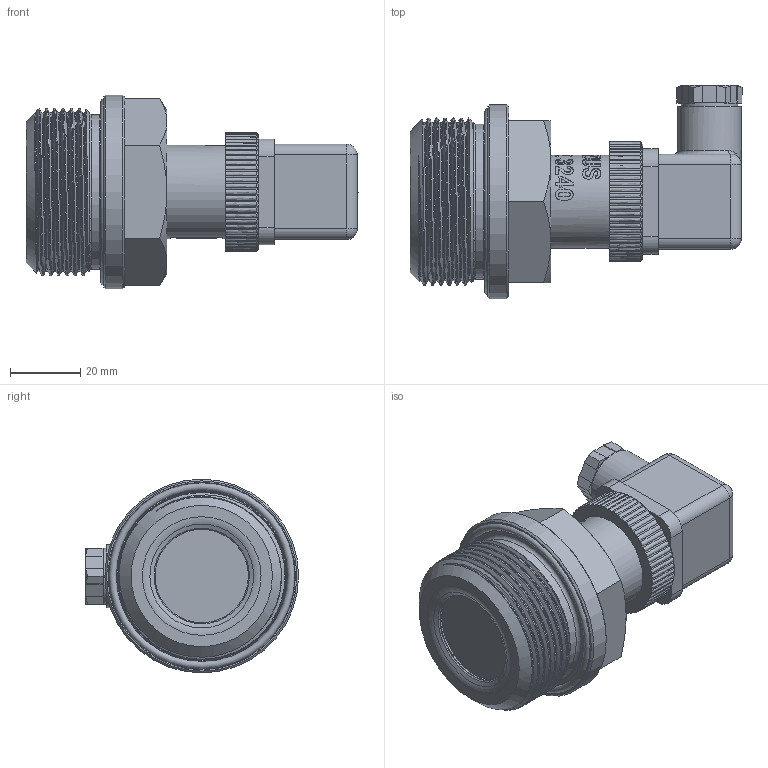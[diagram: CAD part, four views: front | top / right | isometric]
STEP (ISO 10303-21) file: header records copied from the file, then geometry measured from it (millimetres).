
FILE_DESCRIPTION(/* description */ (''),/* implementation_level */ '2;1');
FILE_NAME(/* name */ 'APZ3240_G1-1''2DIN-steel_DIN43650A.step',/* time_stamp */ '2021-06-24T16:43:44+03:00',/* author */ (''),/* organization */ (''),/* preprocessor_version */ 'ST-DEVELOPER v18.1',/* originating_system */ 'Autodesk Translation Framework v10.9.0.1377',/* authorisation */ '');
FILE_SCHEMA (('AUTOMOTIVE_DESIGN { 1 0 10303 214 3 1 1 }'));
Products named in the file (6): апз 3240 заполненый; OMAL nut M27x1.5 v8; DIN 43650A female part 28 mm high v6; DIN 43650A male Hirshmann round base v3; G1-1'2 DIN steel; Shell
Assembly tree (4 placements, depth 2):
  апз 3240 заполненый
    OMAL nut M27x1.5 v8
    DIN 43650A female part 28 mm high v6
    DIN 43650A male Hirshmann round base v3
    Shell
  G1-1'2 DIN steel
Bounding box: 94.24 x 60.52 x 55 mm (x, y, z)
Volume: 120731.5 mm3; surface area: 33044.7 mm2
Topology: 6 solids, 6 shells, 1412 faces, 3889 edges, 2589 vertices
Faces by surface type: plane 568, bspline 553, cylinder 229, cone 30, torus 26, sphere 6
Full cylindrical faces by diameter (mm): 1.6 x4, 1.65 x4, 2 x1, 2.2 x1, 2.537 x6, 2.579 x1, 2.938 x10, 3.2 x1, 5 x1, 6 x1, 7.8 x1, 8 x1, 10 x1, 16 x1, 18 x1, 21 x1, 21.4 x2, 22 x1, 24.4 x1, 25.132 x3, 25.526 x4, 26.5 x5, 27.208 x5, 33.8 x1, 34.737 x4, 35.884 x3, 36.5 x1, 40 x2, 44 x1, 44.845 x6
Entity records: 68452 total; most frequent: CARTESIAN_POINT 36202, ORIENTED_EDGE 7774, DIRECTION 4714, EDGE_CURVE 3887, VERTEX_POINT 2589, LINE 1846, VECTOR 1846, EDGE_LOOP 1534
